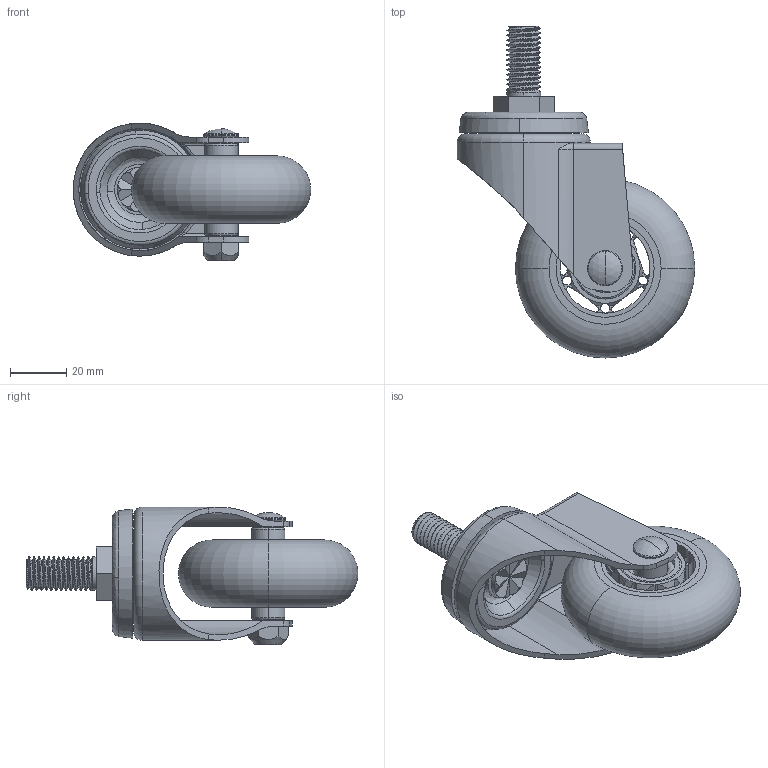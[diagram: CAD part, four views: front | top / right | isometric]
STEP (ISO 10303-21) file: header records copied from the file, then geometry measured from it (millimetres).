
FILE_DESCRIPTION (( 'STEP AP203' ), '1' );
FILE_NAME ('ACSU-64SS.STEP', '2015-09-01T05:00:11', ( 'WON SINCHUL' ), ( 'Hewlett-Packard Company' ), 'SwSTEP 2.0', 'SolidWorks 2015', '' );
FILE_SCHEMA (( 'CONFIG_CONTROL_DESIGN' ));
Length unit declared in the file: millimetre
Products named in the file (1): ACSU-64SS
Bounding box: 84.75 x 118.41 x 49.2 mm (x, y, z)
Volume: 93516.4 mm3; surface area: 59856.4 mm2
Topology: 15 solids, 15 shells, 559 faces, 1535 edges, 990 vertices
Faces by surface type: cylinder 231, plane 156, cone 71, torus 59, bspline 40, sphere 2
Entity records: 24423 total; most frequent: CARTESIAN_POINT 10191, ORIENTED_EDGE 3070, DIRECTION 2951, EDGE_CURVE 1535, AXIS2_PLACEMENT_3D 1222, VERTEX_POINT 990, CIRCLE 702, EDGE_LOOP 617
